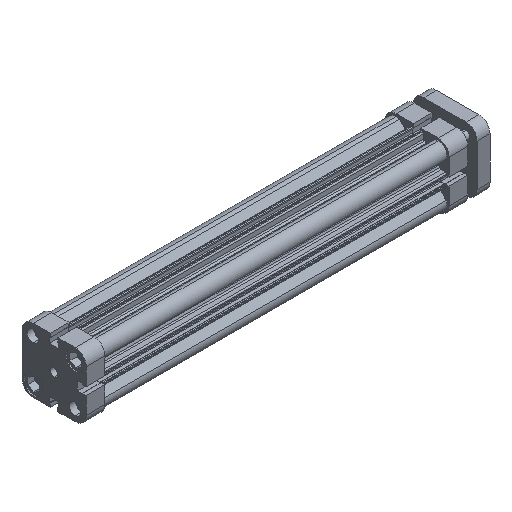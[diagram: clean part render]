
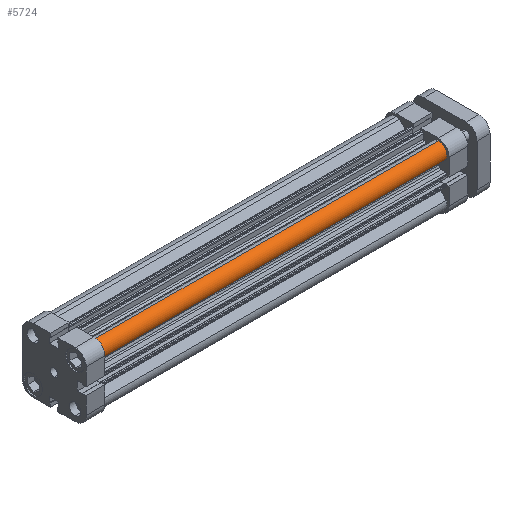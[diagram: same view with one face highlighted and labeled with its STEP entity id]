
A CAD part, isometric view. The second image highlights one B-rep face of the part: STEP entity #5724.
In plain terms, the highlighted cylindrical face has radius 6.75 mm (diameter 13.5 mm), a partial arc.
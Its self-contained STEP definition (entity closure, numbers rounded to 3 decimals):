
#730 = FACE_OUTER_BOUND ( 'NONE', #10826, .T. ) ;
#733 = CYLINDRICAL_SURFACE ( 'NONE', #7049, 6.75 ) ;
#1636 = AXIS2_PLACEMENT_3D ( 'NONE', #5068, #5072, #5073 ) ;
#1679 = AXIS2_PLACEMENT_3D ( 'NONE', #5274, #5283, #5284 ) ;
#1980 = VERTEX_POINT ( 'NONE', #7443 ) ;
#1989 = VERTEX_POINT ( 'NONE', #7446 ) ;
#1993 = VERTEX_POINT ( 'NONE', #7448 ) ;
#1996 = VERTEX_POINT ( 'NONE', #7452 ) ;
#4009 = CIRCLE ( 'NONE', #1636, 6.75 ) ;
#4071 = LINE ( 'NONE', #5187, #4082 ) ;
#4082 = VECTOR ( 'NONE', #5188, 1000. ) ;
#4141 = VECTOR ( 'NONE', #5282, 1000. ) ;
#4142 = LINE ( 'NONE', #5281, #4141 ) ;
#4148 = CIRCLE ( 'NONE', #1679, 6.75 ) ;
#5068 = CARTESIAN_POINT ( 'NONE',  ( -16.25, -16.25, 0. ) ) ;
#5072 = DIRECTION ( 'NONE',  ( 0., 0., 1. ) ) ;
#5073 = DIRECTION ( 'NONE',  ( -1., 0., 0. ) ) ;
#5187 = CARTESIAN_POINT ( 'NONE',  ( -13.633, -22.472, 265.5 ) ) ;
#5188 = DIRECTION ( 'NONE',  ( 0., 0., -1. ) ) ;
#5274 = CARTESIAN_POINT ( 'NONE',  ( -16.25, -16.25, 265.5 ) ) ;
#5281 = CARTESIAN_POINT ( 'NONE',  ( -23., -16.25, 265.5 ) ) ;
#5282 = DIRECTION ( 'NONE',  ( 0., 0., -1. ) ) ;
#5283 = DIRECTION ( 'NONE',  ( 0., 0., 1. ) ) ;
#5284 = DIRECTION ( 'NONE',  ( -1., 0., 0. ) ) ;
#5724 = ADVANCED_FACE ( 'NONE', ( #730 ), #733, .T. ) ;
#6577 = EDGE_CURVE ( 'NONE', #1980, #1996, #4009, .T. ) ;
#6625 = EDGE_CURVE ( 'NONE', #1993, #1996, #4071, .T. ) ;
#6663 = EDGE_CURVE ( 'NONE', #1989, #1980, #4142, .T. ) ;
#6664 = EDGE_CURVE ( 'NONE', #1989, #1993, #4148, .T. ) ;
#7049 = AXIS2_PLACEMENT_3D ( 'NONE', #8320, #8319, #8318 ) ;
#7443 = CARTESIAN_POINT ( 'NONE',  ( -23., -16.25, 0. ) ) ;
#7446 = CARTESIAN_POINT ( 'NONE',  ( -23., -16.25, 265.5 ) ) ;
#7448 = CARTESIAN_POINT ( 'NONE',  ( -13.633, -22.472, 265.5 ) ) ;
#7452 = CARTESIAN_POINT ( 'NONE',  ( -13.633, -22.472, 0. ) ) ;
#8318 = DIRECTION ( 'NONE',  ( -1., 0., 0. ) ) ;
#8319 = DIRECTION ( 'NONE',  ( 0., 0., -1. ) ) ;
#8320 = CARTESIAN_POINT ( 'NONE',  ( -16.25, -16.25, 265.5 ) ) ;
#9840 = ORIENTED_EDGE ( 'NONE', *, *, #6625, .F. ) ;
#9841 = ORIENTED_EDGE ( 'NONE', *, *, #6577, .T. ) ;
#9842 = ORIENTED_EDGE ( 'NONE', *, *, #6663, .T. ) ;
#9843 = ORIENTED_EDGE ( 'NONE', *, *, #6664, .F. ) ;
#10826 = EDGE_LOOP ( 'NONE', ( #9843, #9842, #9841, #9840 ) ) ;
